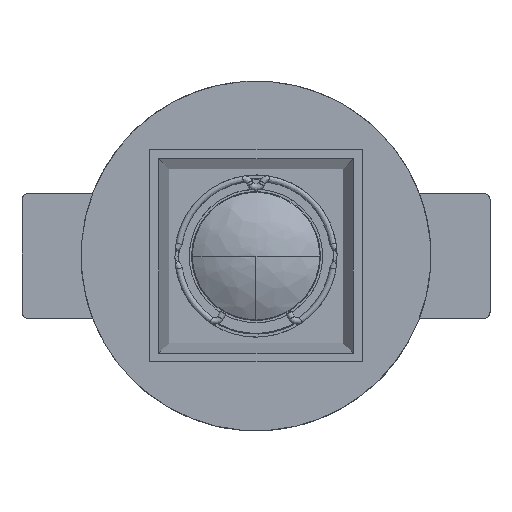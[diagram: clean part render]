
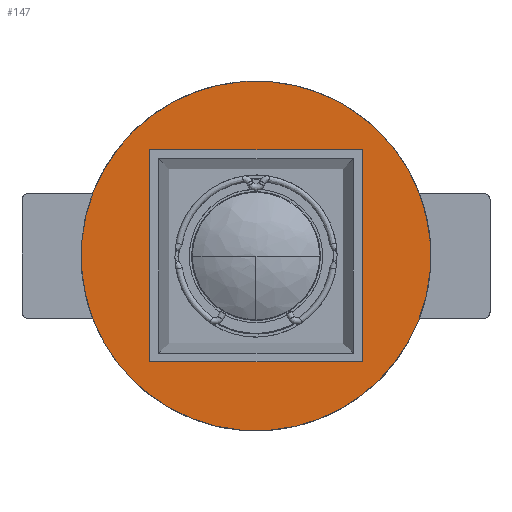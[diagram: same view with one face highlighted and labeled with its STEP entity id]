
A CAD part, top view. The second image highlights one B-rep face of the part: STEP entity #147.
In plain terms, the highlighted planar face has unit normal (0, 0, 1).
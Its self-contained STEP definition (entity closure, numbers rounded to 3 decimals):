
#111=FACE_BOUND('',#643,.T.);
#147=ADVANCED_FACE('',(#393,#111),#3340,.T.);
#393=FACE_OUTER_BOUND('',#642,.T.);
#642=EDGE_LOOP('',(#958,#959));
#643=EDGE_LOOP('',(#960,#961,#962,#963));
#958=ORIENTED_EDGE('',*,*,#2118,.F.);
#959=ORIENTED_EDGE('',*,*,#2034,.F.);
#960=ORIENTED_EDGE('',*,*,#2066,.T.);
#961=ORIENTED_EDGE('',*,*,#2070,.T.);
#962=ORIENTED_EDGE('',*,*,#2073,.T.);
#963=ORIENTED_EDGE('',*,*,#2076,.T.);
#2034=EDGE_CURVE('',#2920,#2974,#2563,.T.);
#2066=EDGE_CURVE('',#2946,#2947,#3450,.T.);
#2070=EDGE_CURVE('',#2947,#2948,#3454,.T.);
#2073=EDGE_CURVE('',#2948,#2949,#3457,.T.);
#2076=EDGE_CURVE('',#2949,#2946,#3460,.T.);
#2118=EDGE_CURVE('',#2974,#2920,#2608,.T.);
#2563=(
BOUNDED_CURVE()
B_SPLINE_CURVE(2,(#4903,#4904,#4905,#4906,#4907),.UNSPECIFIED.,.F.,.F.)
B_SPLINE_CURVE_WITH_KNOTS((3,2,3),(-301.894,-226.42,
-150.947),.UNSPECIFIED.)
CURVE()
GEOMETRIC_REPRESENTATION_ITEM()
RATIONAL_B_SPLINE_CURVE((1.,0.707,1.,0.707,1.))
REPRESENTATION_ITEM('')
);
#2608=(
BOUNDED_CURVE()
B_SPLINE_CURVE(2,(#5177,#5178,#5179,#5180,#5181),.UNSPECIFIED.,.F.,.F.)
B_SPLINE_CURVE_WITH_KNOTS((3,2,3),(-150.947,-75.473,
0.),.UNSPECIFIED.)
CURVE()
GEOMETRIC_REPRESENTATION_ITEM()
RATIONAL_B_SPLINE_CURVE((1.,0.707,1.,0.707,1.))
REPRESENTATION_ITEM('')
);
#2920=VERTEX_POINT('',#4845);
#2946=VERTEX_POINT('',#4871);
#2947=VERTEX_POINT('',#4872);
#2948=VERTEX_POINT('',#4873);
#2949=VERTEX_POINT('',#4874);
#2974=VERTEX_POINT('',#4899);
#3340=PLANE('',#3739);
#3450=B_SPLINE_CURVE_WITH_KNOTS('',1,(#4990,#4991),.UNSPECIFIED.,.F.,.F.,
(2,2),(-70.7,-67.95),.UNSPECIFIED.);
#3454=B_SPLINE_CURVE_WITH_KNOTS('',1,(#4998,#4999),.UNSPECIFIED.,.F.,.F.,
(2,2),(-67.95,-65.2),.UNSPECIFIED.);
#3457=B_SPLINE_CURVE_WITH_KNOTS('',1,(#5004,#5005),.UNSPECIFIED.,.F.,.F.,
(2,2),(-65.2,-62.45),.UNSPECIFIED.);
#3460=B_SPLINE_CURVE_WITH_KNOTS('',1,(#5010,#5011),.UNSPECIFIED.,.F.,.F.,
(2,2),(-62.45,0.),.UNSPECIFIED.);
#3739=AXIS2_PLACEMENT_3D('',#4832,#3910,$);
#3910=DIRECTION('',(0.,0.,1.));
#4832=CARTESIAN_POINT('',(70.06,-70.06,33.57));
#4845=CARTESIAN_POINT('',(39.632,39.632,33.57));
#4871=CARTESIAN_POINT('',(-33.975,-33.975,33.57));
#4872=CARTESIAN_POINT('',(-33.975,33.975,33.57));
#4873=CARTESIAN_POINT('',(33.975,33.975,33.57));
#4874=CARTESIAN_POINT('',(33.975,-33.975,33.57));
#4899=CARTESIAN_POINT('',(-39.632,-39.632,33.57));
#4903=CARTESIAN_POINT('',(39.632,39.632,33.57));
#4904=CARTESIAN_POINT('',(79.264,0.,33.57));
#4905=CARTESIAN_POINT('',(39.632,-39.632,33.57));
#4906=CARTESIAN_POINT('',(0.,-79.264,33.57));
#4907=CARTESIAN_POINT('',(-39.632,-39.632,33.57));
#4990=CARTESIAN_POINT('',(-33.975,-33.975,33.57));
#4991=CARTESIAN_POINT('',(-33.975,33.975,33.57));
#4998=CARTESIAN_POINT('',(-33.975,33.975,33.57));
#4999=CARTESIAN_POINT('',(33.975,33.975,33.57));
#5004=CARTESIAN_POINT('',(33.975,33.975,33.57));
#5005=CARTESIAN_POINT('',(33.975,-33.975,33.57));
#5010=CARTESIAN_POINT('',(33.975,-33.975,33.57));
#5011=CARTESIAN_POINT('',(-33.975,-33.975,33.57));
#5177=CARTESIAN_POINT('',(-39.632,-39.632,33.57));
#5178=CARTESIAN_POINT('',(-79.264,0.,33.57));
#5179=CARTESIAN_POINT('',(-39.632,39.632,33.57));
#5180=CARTESIAN_POINT('',(0.,79.264,33.57));
#5181=CARTESIAN_POINT('',(39.632,39.632,33.57));
